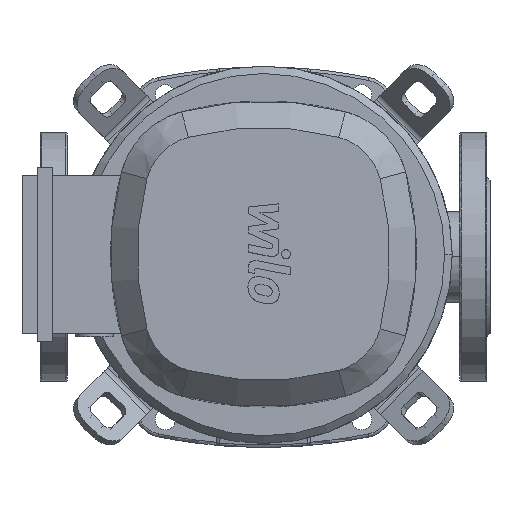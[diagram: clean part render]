
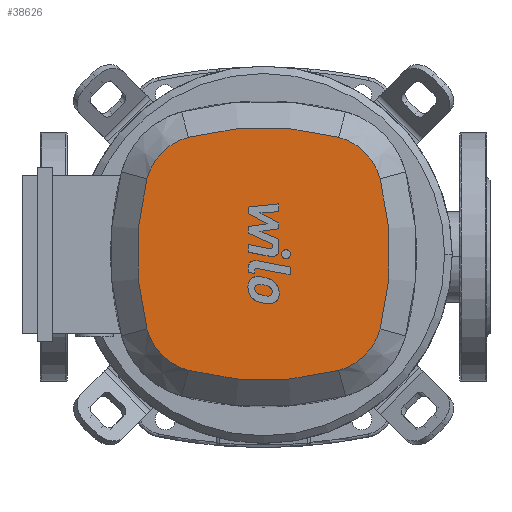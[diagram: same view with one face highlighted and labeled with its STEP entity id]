
A CAD part, top view. The second image highlights one B-rep face of the part: STEP entity #38626.
In plain terms, the highlighted planar face has unit normal (0, 0, 1).
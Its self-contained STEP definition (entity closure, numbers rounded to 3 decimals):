
#38261=CARTESIAN_POINT('',(-77.21,-49.783,1292.0));
#38262=VERTEX_POINT('',#38261);
#38280=CARTESIAN_POINT('',(-49.783,-77.21,1292.0));
#38281=VERTEX_POINT('',#38280);
#38288=CARTESIAN_POINT('',(-39.775,-39.775,1292.0));
#38289=DIRECTION('',(0.0,0.0,-1.0));
#38290=DIRECTION('',(0.0,-1.0,0.0));
#38291=AXIS2_PLACEMENT_3D('',#38288,#38289,#38290);
#38292=CIRCLE('',#38291,38.75);
#38293=EDGE_CURVE('',#38281,#38262,#38292,.T.);
#38303=CARTESIAN_POINT('',(-77.21,49.783,1292.0));
#38304=VERTEX_POINT('',#38303);
#38321=CARTESIAN_POINT('',(108.996,0.,1292.0));
#38322=DIRECTION('',(0.0,0.0,-1.0));
#38323=DIRECTION('',(-0.966,0.258,0.0));
#38324=AXIS2_PLACEMENT_3D('',#38321,#38322,#38323);
#38325=CIRCLE('',#38324,192.746);
#38326=EDGE_CURVE('',#38262,#38304,#38325,.T.);
#38338=CARTESIAN_POINT('',(49.783,-77.21,1292.0));
#38339=VERTEX_POINT('',#38338);
#38346=CARTESIAN_POINT('',(0.,108.996,1292.0));
#38347=DIRECTION('',(0.0,0.0,-1.0));
#38348=DIRECTION('',(-0.258,-0.966,0.0));
#38349=AXIS2_PLACEMENT_3D('',#38346,#38347,#38348);
#38350=CIRCLE('',#38349,192.746);
#38351=EDGE_CURVE('',#38339,#38281,#38350,.T.);
#38369=CARTESIAN_POINT('',(-49.783,77.21,1292.0));
#38370=VERTEX_POINT('',#38369);
#38387=CARTESIAN_POINT('',(-39.775,39.775,1292.0));
#38388=DIRECTION('',(0.0,0.0,-1.0));
#38389=DIRECTION('',(-1.0,0.0,0.0));
#38390=AXIS2_PLACEMENT_3D('',#38387,#38388,#38389);
#38391=CIRCLE('',#38390,38.75);
#38392=EDGE_CURVE('',#38304,#38370,#38391,.T.);
#38404=CARTESIAN_POINT('',(77.21,-49.783,1292.0));
#38405=VERTEX_POINT('',#38404);
#38412=CARTESIAN_POINT('',(39.775,-39.775,1292.0));
#38413=DIRECTION('',(0.0,0.0,-1.0));
#38414=DIRECTION('',(1.0,0.0,0.0));
#38415=AXIS2_PLACEMENT_3D('',#38412,#38413,#38414);
#38416=CIRCLE('',#38415,38.75);
#38417=EDGE_CURVE('',#38405,#38339,#38416,.T.);
#38435=CARTESIAN_POINT('',(49.783,77.21,1292.0));
#38436=VERTEX_POINT('',#38435);
#38453=CARTESIAN_POINT('',(0.,-108.996,1292.0));
#38454=DIRECTION('',(0.0,0.0,-1.0));
#38455=DIRECTION('',(0.258,0.966,0.0));
#38456=AXIS2_PLACEMENT_3D('',#38453,#38454,#38455);
#38457=CIRCLE('',#38456,192.746);
#38458=EDGE_CURVE('',#38370,#38436,#38457,.T.);
#38470=CARTESIAN_POINT('',(77.21,49.783,1292.0));
#38471=VERTEX_POINT('',#38470);
#38478=CARTESIAN_POINT('',(-108.996,0.,1292.0));
#38479=DIRECTION('',(0.0,0.0,-1.0));
#38480=DIRECTION('',(0.966,-0.258,0.0));
#38481=AXIS2_PLACEMENT_3D('',#38478,#38479,#38480);
#38482=CIRCLE('',#38481,192.746);
#38483=EDGE_CURVE('',#38471,#38405,#38482,.T.);
#38502=CARTESIAN_POINT('',(39.775,39.775,1292.0));
#38503=DIRECTION('',(0.0,0.0,-1.0));
#38504=DIRECTION('',(0.0,1.0,0.0));
#38505=AXIS2_PLACEMENT_3D('',#38502,#38503,#38504);
#38506=CIRCLE('',#38505,38.75);
#38507=EDGE_CURVE('',#38436,#38471,#38506,.T.);
#38611=CARTESIAN_POINT('',(87.47,0.,1292.0));
#38612=DIRECTION('',(0.0,0.0,1.0));
#38613=DIRECTION('',(-1.0,0.0,0.0));
#38614=AXIS2_PLACEMENT_3D('',#38611,#38612,#38613);
#38615=PLANE('',#38614);
#38616=ORIENTED_EDGE('',*,*,#38293,.F.);
#38617=ORIENTED_EDGE('',*,*,#38351,.F.);
#38618=ORIENTED_EDGE('',*,*,#38417,.F.);
#38619=ORIENTED_EDGE('',*,*,#38483,.F.);
#38620=ORIENTED_EDGE('',*,*,#38507,.F.);
#38621=ORIENTED_EDGE('',*,*,#38458,.F.);
#38622=ORIENTED_EDGE('',*,*,#38392,.F.);
#38623=ORIENTED_EDGE('',*,*,#38326,.F.);
#38624=EDGE_LOOP('',(#38616,#38617,#38618,#38619,#38620,#38621,#38622,#38623));
#38625=FACE_OUTER_BOUND('',#38624,.T.);
#38626=ADVANCED_FACE('',(#38625),#38615,.T.);
